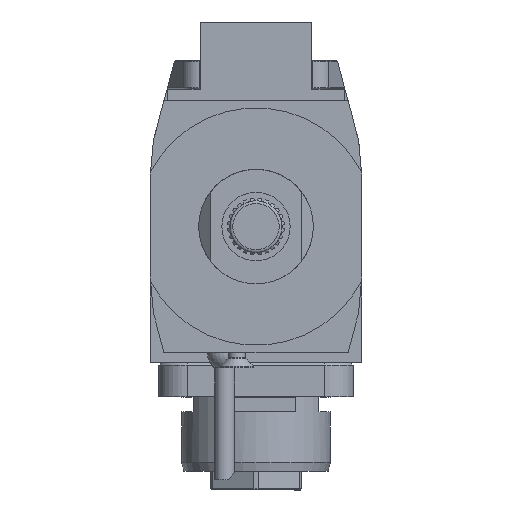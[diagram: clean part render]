
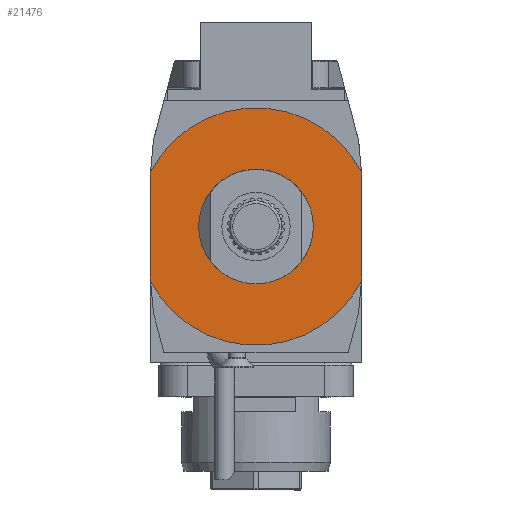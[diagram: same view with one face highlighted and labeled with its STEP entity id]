
A CAD part, front view. The second image highlights one B-rep face of the part: STEP entity #21476.
In plain terms, the highlighted planar face has unit normal (0, -1, 0).
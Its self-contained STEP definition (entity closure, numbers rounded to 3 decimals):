
#88 = DIRECTION ( 'NONE',  ( -0.087, 0., 0.996 ) ) ;
#91 = VECTOR ( 'NONE', #28355, 1000. ) ;
#912 = VECTOR ( 'NONE', #88, 1000. ) ;
#993 = ORIENTED_EDGE ( 'NONE', *, *, #23201, .F. ) ;
#1213 = CARTESIAN_POINT ( 'NONE',  ( 0., -100., 0. ) ) ;
#1422 = CARTESIAN_POINT ( 'NONE',  ( 37., -100., 17.21 ) ) ;
#1476 = ORIENTED_EDGE ( 'NONE', *, *, #23966, .F. ) ;
#3177 = VECTOR ( 'NONE', #8007, 1000. ) ;
#3356 = AXIS2_PLACEMENT_3D ( 'NONE', #16725, #21426, #6719 ) ;
#3437 = VERTEX_POINT ( 'NONE', #5409 ) ;
#3740 = CARTESIAN_POINT ( 'NONE',  ( 0., -100., 19.656 ) ) ;
#4086 = EDGE_CURVE ( 'NONE', #5627, #15112, #31211, .T. ) ;
#4615 = LINE ( 'NONE', #29252, #912 ) ;
#4769 = DIRECTION ( 'NONE',  ( 0., 0., 1. ) ) ;
#4946 = EDGE_CURVE ( 'NONE', #5627, #9349, #19987, .T. ) ;
#5409 = CARTESIAN_POINT ( 'NONE',  ( 36.833, -100., 19.12 ) ) ;
#5564 = DIRECTION ( 'NONE',  ( 0., -1., 0. ) ) ;
#5627 = VERTEX_POINT ( 'NONE', #22657 ) ;
#5807 = DIRECTION ( 'NONE',  ( 0., 0., -1. ) ) ;
#5833 = CARTESIAN_POINT ( 'NONE',  ( -36.733, -100., 20.257 ) ) ;
#6719 = DIRECTION ( 'NONE',  ( 0., 0., -1. ) ) ;
#6885 = VECTOR ( 'NONE', #4769, 1000. ) ;
#8007 = DIRECTION ( 'NONE',  ( 0., 0., 1. ) ) ;
#8047 = FACE_BOUND ( 'NONE', #26341, .T. ) ;
#8377 = PLANE ( 'NONE',  #23248 ) ;
#8407 = DIRECTION ( 'NONE',  ( 0.087, 0., 0.996 ) ) ;
#9179 = ORIENTED_EDGE ( 'NONE', *, *, #4946, .T. ) ;
#9349 = VERTEX_POINT ( 'NONE', #1422 ) ;
#9548 = CARTESIAN_POINT ( 'NONE',  ( 36.833, -100., -19.12 ) ) ;
#10304 = CARTESIAN_POINT ( 'NONE',  ( -37., -100., -17.21 ) ) ;
#10346 = CARTESIAN_POINT ( 'NONE',  ( 0., -100., 0. ) ) ;
#10465 = FACE_OUTER_BOUND ( 'NONE', #14728, .T. ) ;
#11014 = EDGE_CURVE ( 'NONE', #15112, #22641, #26107, .T. ) ;
#11614 = EDGE_CURVE ( 'NONE', #26161, #26161, #22978, .T. ) ;
#11789 = VERTEX_POINT ( 'NONE', #16054 ) ;
#11992 = LINE ( 'NONE', #16838, #6885 ) ;
#12202 = VERTEX_POINT ( 'NONE', #10304 ) ;
#13698 = EDGE_CURVE ( 'NONE', #14075, #3437, #30095, .T. ) ;
#14075 = VERTEX_POINT ( 'NONE', #28219 ) ;
#14105 = ORIENTED_EDGE ( 'NONE', *, *, #11614, .F. ) ;
#14728 = EDGE_LOOP ( 'NONE', ( #26098, #28943, #9179, #19717, #16768, #16072, #993, #1476 ) ) ;
#15112 = VERTEX_POINT ( 'NONE', #9548 ) ;
#15420 = DIRECTION ( 'NONE',  ( 0., 0., 1. ) ) ;
#16054 = CARTESIAN_POINT ( 'NONE',  ( -37., -100., 17.21 ) ) ;
#16072 = ORIENTED_EDGE ( 'NONE', *, *, #30127, .F. ) ;
#16725 = CARTESIAN_POINT ( 'NONE',  ( 0., -100., 0. ) ) ;
#16743 = CARTESIAN_POINT ( 'NONE',  ( 37., -100., 0. ) ) ;
#16768 = ORIENTED_EDGE ( 'NONE', *, *, #13698, .F. ) ;
#16838 = CARTESIAN_POINT ( 'NONE',  ( -37., -100., 0. ) ) ;
#18536 = CARTESIAN_POINT ( 'NONE',  ( 36.733, -100., 20.257 ) ) ;
#19144 = CARTESIAN_POINT ( 'NONE',  ( 36.733, -100., -20.257 ) ) ;
#19717 = ORIENTED_EDGE ( 'NONE', *, *, #28390, .F. ) ;
#19987 = LINE ( 'NONE', #16743, #3177 ) ;
#20215 = LINE ( 'NONE', #18536, #91 ) ;
#20223 = DIRECTION ( 'NONE',  ( 0., 1., 0. ) ) ;
#20339 = CARTESIAN_POINT ( 'NONE',  ( 0., -100., 22.15 ) ) ;
#20650 = VECTOR ( 'NONE', #31867, 1000. ) ;
#21426 = DIRECTION ( 'NONE',  ( 0., 1., 0. ) ) ;
#21476 = ADVANCED_FACE ( 'Defeature completata1_167', ( #10465, #8047 ), #8377, .F. ) ;
#22641 = VERTEX_POINT ( 'NONE', #29921 ) ;
#22657 = CARTESIAN_POINT ( 'NONE',  ( 37., -100., -17.21 ) ) ;
#22978 = CIRCLE ( 'NONE', #29625, 19.656 ) ;
#23110 = LINE ( 'NONE', #5833, #29436 ) ;
#23201 = EDGE_CURVE ( 'NONE', #12202, #11789, #11992, .T. ) ;
#23248 = AXIS2_PLACEMENT_3D ( 'NONE', #20339, #30303, #5807 ) ;
#23966 = EDGE_CURVE ( 'NONE', #22641, #12202, #4615, .T. ) ;
#26098 = ORIENTED_EDGE ( 'NONE', *, *, #11014, .F. ) ;
#26107 = CIRCLE ( 'NONE', #26629, 41.5 ) ;
#26161 = VERTEX_POINT ( 'NONE', #3740 ) ;
#26341 = EDGE_LOOP ( 'NONE', ( #14105 ) ) ;
#26629 = AXIS2_PLACEMENT_3D ( 'NONE', #10346, #20223, #30021 ) ;
#28219 = CARTESIAN_POINT ( 'NONE',  ( -36.833, -100., 19.12 ) ) ;
#28355 = DIRECTION ( 'NONE',  ( 0.087, 0., -0.996 ) ) ;
#28390 = EDGE_CURVE ( 'NONE', #3437, #9349, #20215, .T. ) ;
#28943 = ORIENTED_EDGE ( 'NONE', *, *, #4086, .F. ) ;
#29252 = CARTESIAN_POINT ( 'NONE',  ( -36.733, -100., -20.257 ) ) ;
#29436 = VECTOR ( 'NONE', #8407, 1000. ) ;
#29625 = AXIS2_PLACEMENT_3D ( 'NONE', #1213, #5564, #15420 ) ;
#29921 = CARTESIAN_POINT ( 'NONE',  ( -36.833, -100., -19.12 ) ) ;
#30021 = DIRECTION ( 'NONE',  ( 0., 0., -1. ) ) ;
#30095 = CIRCLE ( 'NONE', #3356, 41.5 ) ;
#30127 = EDGE_CURVE ( 'NONE', #11789, #14075, #23110, .T. ) ;
#30303 = DIRECTION ( 'NONE',  ( 0., 1., 0. ) ) ;
#31211 = LINE ( 'NONE', #19144, #20650 ) ;
#31867 = DIRECTION ( 'NONE',  ( -0.087, 0., -0.996 ) ) ;
